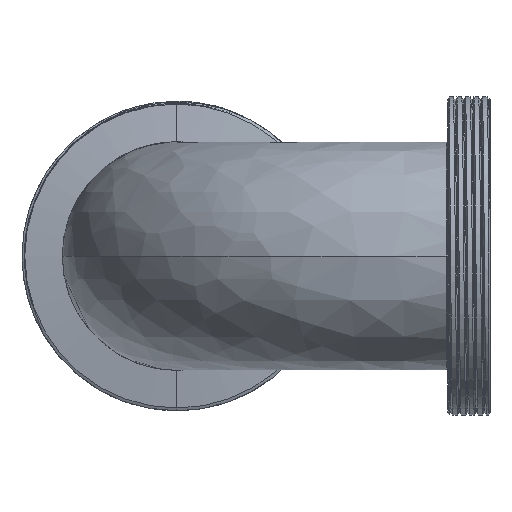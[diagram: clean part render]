
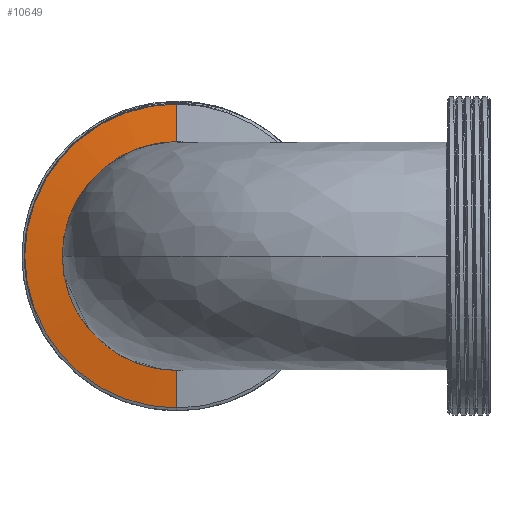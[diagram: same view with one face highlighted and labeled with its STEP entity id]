
A CAD part, left-side view. The second image highlights one B-rep face of the part: STEP entity #10649.
In plain terms, the highlighted conical face has half-angle 82.294 degrees and reference radius 54 mm.
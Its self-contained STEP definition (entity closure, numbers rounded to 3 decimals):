
#61 = DIRECTION ( 'NONE',  ( 0.134, 0., -0.991 ) ) ;
#67 = VERTEX_POINT ( 'NONE', #9566 ) ;
#468 = AXIS2_PLACEMENT_3D ( 'NONE', #6812, #7749, #6746 ) ;
#589 = CARTESIAN_POINT ( 'NONE',  ( -14.943, 107., 54. ) ) ;
#717 = EDGE_CURVE ( 'NONE', #7742, #4279, #1078, .T. ) ;
#1058 = LINE ( 'NONE', #6152, #6309 ) ;
#1078 = CIRCLE ( 'NONE', #9095, 54. ) ;
#2015 = CARTESIAN_POINT ( 'NONE',  ( -14.943, 107., 54. ) ) ;
#2337 = ORIENTED_EDGE ( 'NONE', *, *, #4529, .F. ) ;
#2790 = EDGE_LOOP ( 'NONE', ( #4671, #4444, #6160, #2337 ) ) ;
#2850 = DIRECTION ( 'NONE',  ( 1., 0., 0. ) ) ;
#3701 = DIRECTION ( 'NONE',  ( -1., 0., 0. ) ) ;
#3909 = DIRECTION ( 'NONE',  ( 0., 0., -1. ) ) ;
#4072 = VERTEX_POINT ( 'NONE', #9557 ) ;
#4279 = VERTEX_POINT ( 'NONE', #11943 ) ;
#4444 = ORIENTED_EDGE ( 'NONE', *, *, #8644, .T. ) ;
#4529 = EDGE_CURVE ( 'NONE', #67, #4279, #1058, .T. ) ;
#4671 = ORIENTED_EDGE ( 'NONE', *, *, #9003, .F. ) ;
#4765 = CARTESIAN_POINT ( 'NONE',  ( -14.943, 107., 0. ) ) ;
#5623 = LINE ( 'NONE', #589, #11294 ) ;
#6152 = CARTESIAN_POINT ( 'NONE',  ( -14.943, 107., -54. ) ) ;
#6160 = ORIENTED_EDGE ( 'NONE', *, *, #717, .T. ) ;
#6309 = VECTOR ( 'NONE', #61, 1000. ) ;
#6352 = DIRECTION ( 'NONE',  ( 0.134, 0., 0.991 ) ) ;
#6602 = CIRCLE ( 'NONE', #468, 40.698 ) ;
#6746 = DIRECTION ( 'NONE',  ( 0., 0., 1. ) ) ;
#6812 = CARTESIAN_POINT ( 'NONE',  ( -16.743, 107., 0. ) ) ;
#7742 = VERTEX_POINT ( 'NONE', #2015 ) ;
#7749 = DIRECTION ( 'NONE',  ( -1., 0., 0. ) ) ;
#8644 = EDGE_CURVE ( 'NONE', #4072, #7742, #5623, .T. ) ;
#9003 = EDGE_CURVE ( 'NONE', #4072, #67, #6602, .T. ) ;
#9095 = AXIS2_PLACEMENT_3D ( 'NONE', #4765, #3701, #10756 ) ;
#9557 = CARTESIAN_POINT ( 'NONE',  ( -16.743, 107., 40.698 ) ) ;
#9566 = CARTESIAN_POINT ( 'NONE',  ( -16.743, 107., -40.698 ) ) ;
#10231 = CONICAL_SURFACE ( 'NONE', #12345, 54., 1.436 ) ;
#10649 = ADVANCED_FACE ( 'NONE', ( #10837 ), #10231, .T. ) ;
#10756 = DIRECTION ( 'NONE',  ( 0., 0., 1. ) ) ;
#10837 = FACE_OUTER_BOUND ( 'NONE', #2790, .T. ) ;
#11294 = VECTOR ( 'NONE', #6352, 1000. ) ;
#11897 = CARTESIAN_POINT ( 'NONE',  ( -14.943, 107., 0. ) ) ;
#11943 = CARTESIAN_POINT ( 'NONE',  ( -14.943, 107., -54. ) ) ;
#12345 = AXIS2_PLACEMENT_3D ( 'NONE', #11897, #2850, #3909 ) ;
